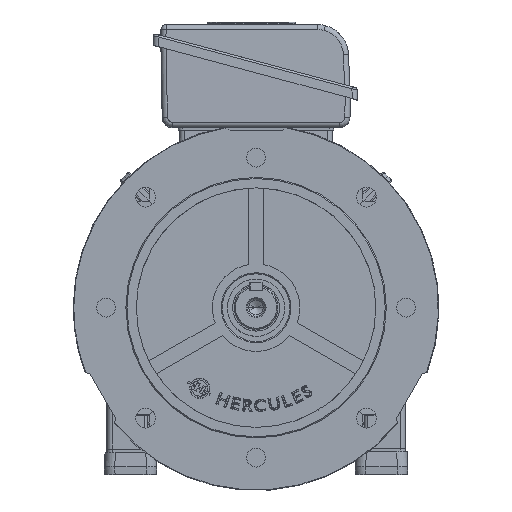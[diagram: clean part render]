
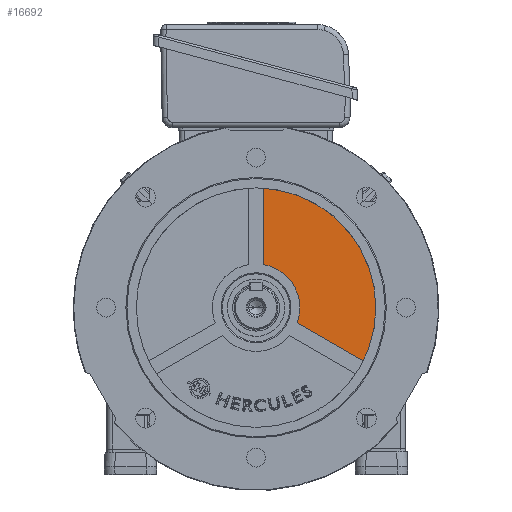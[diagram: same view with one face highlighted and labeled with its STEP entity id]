
A CAD part, top view. The second image highlights one B-rep face of the part: STEP entity #16692.
In plain terms, the highlighted face is planar.
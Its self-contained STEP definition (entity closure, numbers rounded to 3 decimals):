
#10761 = ORIENTED_EDGE ( 'NONE', *, *, #67221, .T. ) ;
#11343 = VERTEX_POINT ( 'NONE', #75899 ) ;
#12882 = EDGE_CURVE ( 'NONE', #73437, #23886, #59879, .T. ) ;
#16152 = DIRECTION ( 'NONE',  ( 1., 0., 0. ) ) ;
#16692 = ADVANCED_FACE ( 'NONE', ( #123181 ), #45372, .T. ) ;
#20618 = CARTESIAN_POINT ( 'NONE',  ( -6., 0., 0. ) ) ;
#22401 = EDGE_CURVE ( 'NONE', #11343, #40020, #58862, .T. ) ;
#23886 = VERTEX_POINT ( 'NONE', #82826 ) ;
#24352 = CARTESIAN_POINT ( 'NONE',  ( -6., 41.413, 7. ) ) ;
#24855 = EDGE_CURVE ( 'NONE', #34683, #23886, #115312, .T. ) ;
#29152 = CARTESIAN_POINT ( 'NONE',  ( -6., -53.836, 107.246 ) ) ;
#29892 = CARTESIAN_POINT ( 'NONE',  ( -6., -14.644, 39.364 ) ) ;
#34683 = VERTEX_POINT ( 'NONE', #29892 ) ;
#36556 = ORIENTED_EDGE ( 'NONE', *, *, #22401, .T. ) ;
#36780 = CIRCLE ( 'NONE', #120224, 115. ) ;
#37275 = DIRECTION ( 'NONE',  ( 1., 0., 0. ) ) ;
#38525 = DIRECTION ( 'NONE',  ( 0., 0., -1. ) ) ;
#39974 = CARTESIAN_POINT ( 'NONE',  ( -6., 0., 115. ) ) ;
#40020 = VERTEX_POINT ( 'NONE', #24352 ) ;
#44169 = VECTOR ( 'NONE', #77436, 1000. ) ;
#44739 = CARTESIAN_POINT ( 'NONE',  ( -6., 115., 0. ) ) ;
#45372 = PLANE ( 'NONE',  #110706 ) ;
#45684 = AXIS2_PLACEMENT_3D ( 'NONE', #20618, #37275, #38525 ) ;
#46010 = CARTESIAN_POINT ( 'NONE',  ( -6., 0., 0. ) ) ;
#46018 = EDGE_CURVE ( 'NONE', #11343, #73437, #36780, .T. ) ;
#54933 = DIRECTION ( 'NONE',  ( -1., 0., 0. ) ) ;
#55550 = DIRECTION ( 'NONE',  ( 1., 0., 0. ) ) ;
#58862 = LINE ( 'NONE', #97130, #44169 ) ;
#59314 = ORIENTED_EDGE ( 'NONE', *, *, #24855, .T. ) ;
#59879 = CIRCLE ( 'NONE', #45684, 115. ) ;
#67221 = EDGE_CURVE ( 'NONE', #40020, #34683, #121351, .T. ) ;
#73437 = VERTEX_POINT ( 'NONE', #39974 ) ;
#75899 = CARTESIAN_POINT ( 'NONE',  ( -6., 114.787, 7. ) ) ;
#77436 = DIRECTION ( 'NONE',  ( 0., -1., 0. ) ) ;
#82826 = CARTESIAN_POINT ( 'NONE',  ( -6., -51.331, 102.908 ) ) ;
#84463 = DIRECTION ( 'NONE',  ( 0., 0., -1. ) ) ;
#85275 = VECTOR ( 'NONE', #87245, 1000. ) ;
#85779 = EDGE_LOOP ( 'NONE', ( #36556, #10761, #59314, #110943, #124958 ) ) ;
#87245 = DIRECTION ( 'NONE',  ( 0., -0.5, 0.866 ) ) ;
#94469 = DIRECTION ( 'NONE',  ( 0., 0., -1. ) ) ;
#97130 = CARTESIAN_POINT ( 'NONE',  ( -6., 119.796, 7. ) ) ;
#98979 = AXIS2_PLACEMENT_3D ( 'NONE', #46010, #55550, #94469 ) ;
#101007 = CARTESIAN_POINT ( 'NONE',  ( -6., 0., 0. ) ) ;
#110706 = AXIS2_PLACEMENT_3D ( 'NONE', #44739, #54933, #122544 ) ;
#110943 = ORIENTED_EDGE ( 'NONE', *, *, #12882, .F. ) ;
#115312 = LINE ( 'NONE', #29152, #85275 ) ;
#120224 = AXIS2_PLACEMENT_3D ( 'NONE', #101007, #16152, #84463 ) ;
#121351 = CIRCLE ( 'NONE', #98979, 42. ) ;
#122544 = DIRECTION ( 'NONE',  ( 0., 0., 1. ) ) ;
#123181 = FACE_OUTER_BOUND ( 'NONE', #85779, .T. ) ;
#124958 = ORIENTED_EDGE ( 'NONE', *, *, #46018, .F. ) ;
